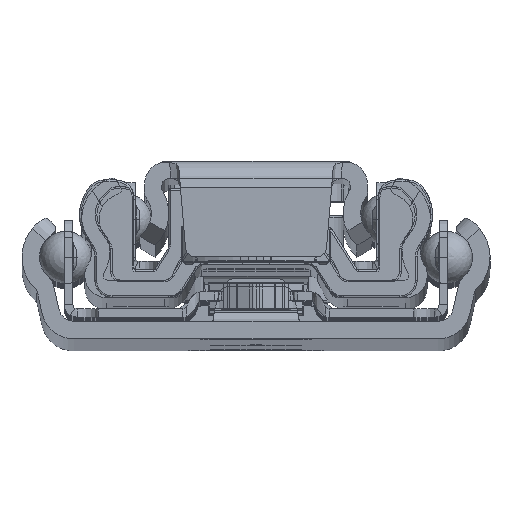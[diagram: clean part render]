
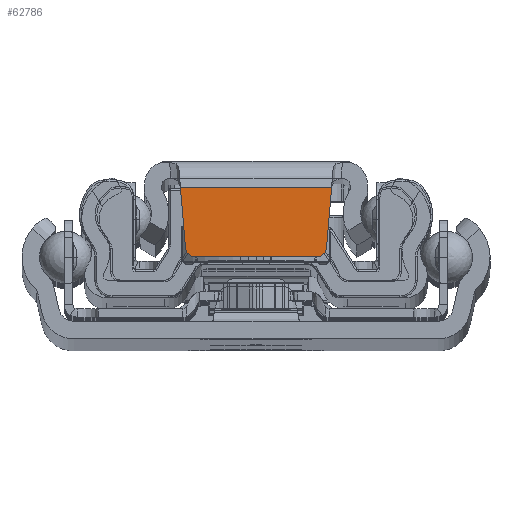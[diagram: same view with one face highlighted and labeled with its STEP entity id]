
A CAD part, top view. The second image highlights one B-rep face of the part: STEP entity #62786.
In plain terms, the highlighted planar face has unit normal (0, 0, 1).
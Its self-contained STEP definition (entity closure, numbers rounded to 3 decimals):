
#4654 = DIRECTION ( 'NONE',  ( -0.084, 0.996, 0. ) ) ;
#5173 = DIRECTION ( 'NONE',  ( 1., 0., 0. ) ) ;
#6124 = CARTESIAN_POINT ( 'NONE',  ( -8.077, -10.084, 788. ) ) ;
#10519 = ORIENTED_EDGE ( 'NONE', *, *, #103231, .T. ) ;
#13827 = EDGE_LOOP ( 'NONE', ( #93646, #132353, #100941, #36003, #25847, #10519 ) ) ;
#17389 = CIRCLE ( 'NONE', #96062, 1. ) ;
#20816 = EDGE_CURVE ( 'NONE', #79517, #38110, #65047, .T. ) ;
#22254 = CARTESIAN_POINT ( 'NONE',  ( 7.08, -11., 788. ) ) ;
#25847 = ORIENTED_EDGE ( 'NONE', *, *, #20816, .T. ) ;
#26413 = CARTESIAN_POINT ( 'NONE',  ( -7.08, -10., 788. ) ) ;
#30543 = EDGE_CURVE ( 'NONE', #96186, #79517, #78804, .T. ) ;
#36003 = ORIENTED_EDGE ( 'NONE', *, *, #30543, .T. ) ;
#36053 = VECTOR ( 'NONE', #5173, 1000. ) ;
#38110 = VERTEX_POINT ( 'NONE', #22254 ) ;
#41066 = CARTESIAN_POINT ( 'NONE',  ( -7.08, -11., 788. ) ) ;
#49276 = LINE ( 'NONE', #109819, #128928 ) ;
#50782 = VERTEX_POINT ( 'NONE', #134279 ) ;
#57482 = AXIS2_PLACEMENT_3D ( 'NONE', #85979, #117940, #65081 ) ;
#61448 = DIRECTION ( 'NONE',  ( 0., 0., 1. ) ) ;
#62786 = ADVANCED_FACE ( 'NONE', ( #125908 ), #98519, .T. ) ;
#65047 = LINE ( 'NONE', #137188, #36053 ) ;
#65081 = DIRECTION ( 'NONE',  ( 1., 0., 0. ) ) ;
#66865 = DIRECTION ( 'NONE',  ( -1., 0., 0. ) ) ;
#74588 = LINE ( 'NONE', #99328, #101203 ) ;
#78804 = CIRCLE ( 'NONE', #100858, 1. ) ;
#79517 = VERTEX_POINT ( 'NONE', #41066 ) ;
#81202 = VECTOR ( 'NONE', #120182, 1000. ) ;
#82298 = DIRECTION ( 'NONE',  ( 1., 0., 0. ) ) ;
#83550 = VERTEX_POINT ( 'NONE', #126034 ) ;
#85979 = CARTESIAN_POINT ( 'NONE',  ( -8., -11., 788. ) ) ;
#87771 = CARTESIAN_POINT ( 'NONE',  ( 7.888, -12.334, 788. ) ) ;
#92823 = LINE ( 'NONE', #87771, #81202 ) ;
#93646 = ORIENTED_EDGE ( 'NONE', *, *, #133464, .T. ) ;
#94824 = CARTESIAN_POINT ( 'NONE',  ( 8.077, -10.084, 788. ) ) ;
#96062 = AXIS2_PLACEMENT_3D ( 'NONE', #130634, #109804, #119479 ) ;
#96186 = VERTEX_POINT ( 'NONE', #6124 ) ;
#98519 = PLANE ( 'NONE',  #57482 ) ;
#99048 = EDGE_CURVE ( 'NONE', #96186, #50782, #49276, .T. ) ;
#99328 = CARTESIAN_POINT ( 'NONE',  ( -8.924, -3., 788. ) ) ;
#100858 = AXIS2_PLACEMENT_3D ( 'NONE', #26413, #61448, #82298 ) ;
#100941 = ORIENTED_EDGE ( 'NONE', *, *, #99048, .F. ) ;
#101203 = VECTOR ( 'NONE', #66865, 1000. ) ;
#103231 = EDGE_CURVE ( 'NONE', #38110, #124796, #17389, .T. ) ;
#109804 = DIRECTION ( 'NONE',  ( 0., 0., 1. ) ) ;
#109819 = CARTESIAN_POINT ( 'NONE',  ( -8., -11., 788. ) ) ;
#117940 = DIRECTION ( 'NONE',  ( 0., 0., 1. ) ) ;
#119479 = DIRECTION ( 'NONE',  ( 1., 0., 0. ) ) ;
#120182 = DIRECTION ( 'NONE',  ( 0.084, 0.996, 0. ) ) ;
#124796 = VERTEX_POINT ( 'NONE', #94824 ) ;
#125908 = FACE_OUTER_BOUND ( 'NONE', #13827, .T. ) ;
#126034 = CARTESIAN_POINT ( 'NONE',  ( 8.672, -3., 788. ) ) ;
#128928 = VECTOR ( 'NONE', #4654, 1000. ) ;
#130634 = CARTESIAN_POINT ( 'NONE',  ( 7.08, -10., 788. ) ) ;
#132353 = ORIENTED_EDGE ( 'NONE', *, *, #133276, .T. ) ;
#133276 = EDGE_CURVE ( 'NONE', #83550, #50782, #74588, .T. ) ;
#133464 = EDGE_CURVE ( 'NONE', #124796, #83550, #92823, .T. ) ;
#134279 = CARTESIAN_POINT ( 'NONE',  ( -8.672, -3., 788. ) ) ;
#137188 = CARTESIAN_POINT ( 'NONE',  ( -8., -11., 788. ) ) ;
